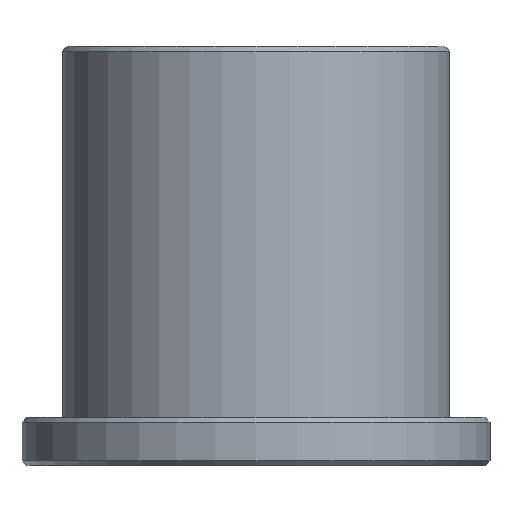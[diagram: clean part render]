
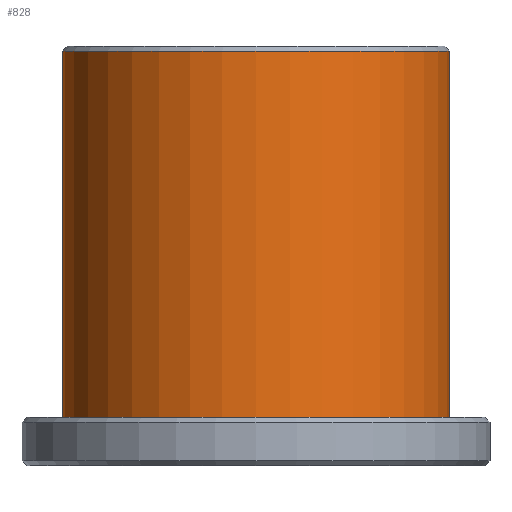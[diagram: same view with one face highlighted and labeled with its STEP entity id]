
A CAD part, front view. The second image highlights one B-rep face of the part: STEP entity #828.
In plain terms, the highlighted cylindrical face has radius 12 mm (diameter 24 mm), a partial arc.
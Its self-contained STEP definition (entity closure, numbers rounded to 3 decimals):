
#36 = EDGE_CURVE ( 'NONE', #395, #1032, #50, .T. ) ;
#50 = CIRCLE ( 'NONE', #242, 12. ) ;
#129 = AXIS2_PLACEMENT_3D ( 'NONE', #1371, #908, #1028 ) ;
#143 = CARTESIAN_POINT ( 'NONE',  ( 12., 0., 3. ) ) ;
#218 = CIRCLE ( 'NONE', #921, 12. ) ;
#242 = AXIS2_PLACEMENT_3D ( 'NONE', #316, #1124, #1039 ) ;
#251 = VECTOR ( 'NONE', #1268, 1000. ) ;
#262 = ORIENTED_EDGE ( 'NONE', *, *, #36, .F. ) ;
#316 = CARTESIAN_POINT ( 'NONE',  ( 0., 0., 3. ) ) ;
#364 = VERTEX_POINT ( 'NONE', #838 ) ;
#373 = CARTESIAN_POINT ( 'NONE',  ( 0., 0., 25.7 ) ) ;
#395 = VERTEX_POINT ( 'NONE', #143 ) ;
#483 = DIRECTION ( 'NONE',  ( 1., 0., 0. ) ) ;
#501 = FACE_OUTER_BOUND ( 'NONE', #1352, .T. ) ;
#509 = DIRECTION ( 'NONE',  ( 0., 0., -1. ) ) ;
#575 = LINE ( 'NONE', #1395, #251 ) ;
#578 = CARTESIAN_POINT ( 'NONE',  ( 12., 0., 25.7 ) ) ;
#694 = VECTOR ( 'NONE', #509, 1000. ) ;
#780 = ORIENTED_EDGE ( 'NONE', *, *, #1252, .T. ) ;
#807 = ORIENTED_EDGE ( 'NONE', *, *, #1225, .T. ) ;
#828 = ADVANCED_FACE ( 'NONE', ( #501 ), #1051, .T. ) ;
#832 = CARTESIAN_POINT ( 'NONE',  ( 12., 0., 26. ) ) ;
#838 = CARTESIAN_POINT ( 'NONE',  ( -12., 0., 25.7 ) ) ;
#873 = CARTESIAN_POINT ( 'NONE',  ( -12., 0., 3. ) ) ;
#908 = DIRECTION ( 'NONE',  ( 0., 0., -1. ) ) ;
#921 = AXIS2_PLACEMENT_3D ( 'NONE', #373, #1134, #483 ) ;
#1028 = DIRECTION ( 'NONE',  ( -1., 0., 0. ) ) ;
#1032 = VERTEX_POINT ( 'NONE', #873 ) ;
#1039 = DIRECTION ( 'NONE',  ( -1., 0., 0. ) ) ;
#1051 = CYLINDRICAL_SURFACE ( 'NONE', #129, 12. ) ;
#1124 = DIRECTION ( 'NONE',  ( 0., 0., -1. ) ) ;
#1129 = VERTEX_POINT ( 'NONE', #578 ) ;
#1134 = DIRECTION ( 'NONE',  ( 0., 0., -1. ) ) ;
#1209 = LINE ( 'NONE', #832, #694 ) ;
#1225 = EDGE_CURVE ( 'NONE', #364, #1032, #575, .T. ) ;
#1252 = EDGE_CURVE ( 'NONE', #1129, #364, #218, .T. ) ;
#1268 = DIRECTION ( 'NONE',  ( 0., 0., -1. ) ) ;
#1327 = ORIENTED_EDGE ( 'NONE', *, *, #1359, .F. ) ;
#1352 = EDGE_LOOP ( 'NONE', ( #1327, #780, #807, #262 ) ) ;
#1359 = EDGE_CURVE ( 'NONE', #1129, #395, #1209, .T. ) ;
#1371 = CARTESIAN_POINT ( 'NONE',  ( 0., 0., 26. ) ) ;
#1395 = CARTESIAN_POINT ( 'NONE',  ( -12., 0., 26. ) ) ;
